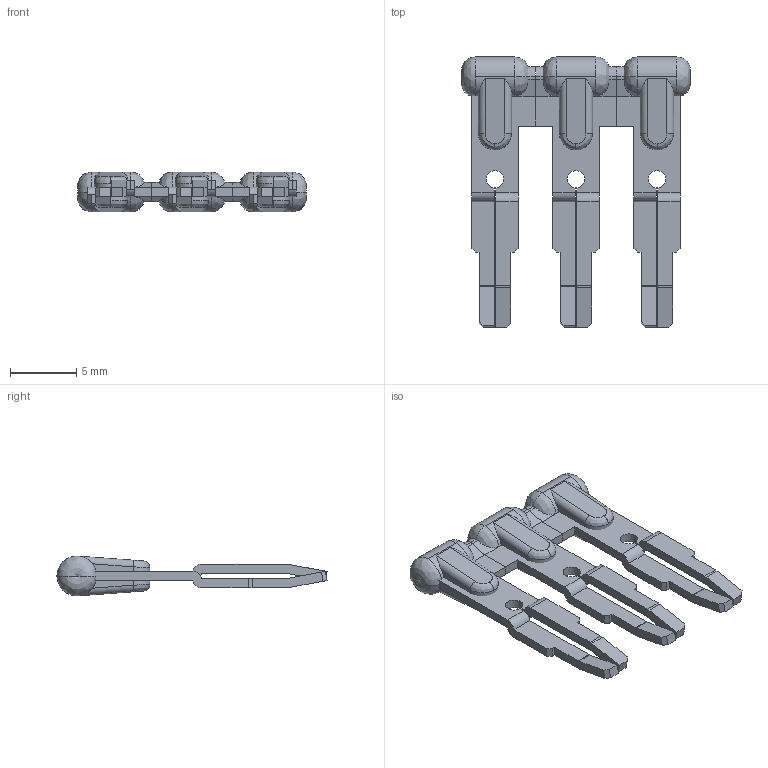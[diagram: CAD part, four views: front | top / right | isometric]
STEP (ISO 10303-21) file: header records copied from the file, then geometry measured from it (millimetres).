
FILE_DESCRIPTION (( 'STEP AP214' ), '1' );
FILE_NAME ('DN-3J4YMN.STEP', '2018-05-02T11:06:26', ( '' ), ( '' ), 'SwSTEP 2.0', 'SolidWorks 2017', '' );
FILE_SCHEMA (( 'AUTOMOTIVE_DESIGN' ));
Length unit declared in the file: inch
Products named in the file (5): J4_N; DN-3J4YMN; J4_M; J4PM_J4 INTERMEDIO; J4PSX_J4 INTERMEDIO
Assembly tree (6 placements, depth 2):
  DN-3J4YMN
    J4_M  x2
    J4_N
    J4PSX_J4 INTERMEDIO  x2
    J4PM_J4 INTERMEDIO
Bounding box: 17.2 x 20.34 x 3 mm (x, y, z)
Volume: 300.4 mm3; surface area: 794.7 mm2
Topology: 6 solids, 6 shells, 211 faces, 579 edges, 376 vertices
Faces by surface type: plane 123, cylinder 61, bspline 27
Entity records: 7304 total; most frequent: CARTESIAN_POINT 1587, ORIENTED_EDGE 786, DIRECTION 728, EDGE_CURVE 393, VECTOR 268, LINE 268, VERTEX_POINT 257, AXIS2_PLACEMENT_3D 230
